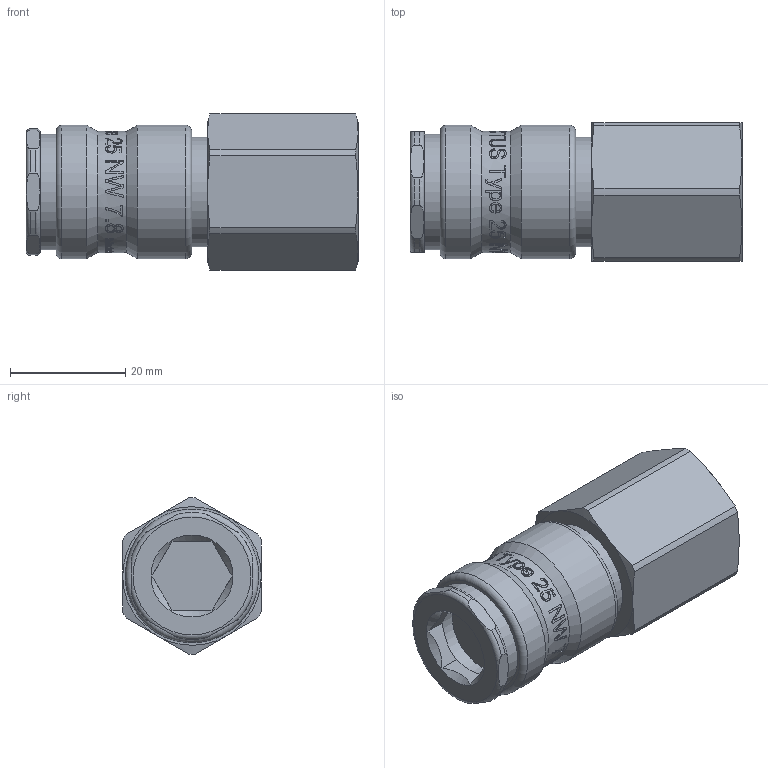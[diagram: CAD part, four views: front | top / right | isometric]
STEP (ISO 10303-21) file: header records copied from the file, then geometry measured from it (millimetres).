
FILE_DESCRIPTION(/* description */ (''),/* implementation_level */ '2;1');
FILE_NAME(/* name */ '25kbiw21bpn6.stp',/* time_stamp */ '2020-08-20T07:32:04+02:00',/* author */ ('IA176480'),/* organization */ (''),/* preprocessor_version */ 'ST-DEVELOPER v17.2',/* originating_system */ 'Autodesk Inventor 2019',/* authorisation */ '');
FILE_SCHEMA (('CONFIG_CONTROL_DESIGN'));
Products named in the file (1): 25KBIW21BPN6
Bounding box: 57.5 x 24.03 x 27.05 mm (x, y, z)
Volume: 19363.7 mm3; surface area: 9657.4 mm2
Topology: 2 solids, 3 shells, 702 faces, 1922 edges, 1285 vertices
Faces by surface type: bspline 349, plane 236, cylinder 85, cone 27, torus 5
Full cylindrical faces by diameter (mm): 14 x1, 15.966 x1, 16 x2, 17.25 x1, 18.631 x1, 18.95 x1, 19.35 x1, 20 x1, 20.05 x1, 21 x1, 23.15 x2
Entity records: 111766 total; most frequent: CARTESIAN_POINT 95839, ORIENTED_EDGE 3844, DIRECTION 1956, EDGE_CURVE 1922, VERTEX_POINT 1285, B_SPLINE_CURVE_WITH_KNOTS 901, EDGE_LOOP 765, LINE 722
